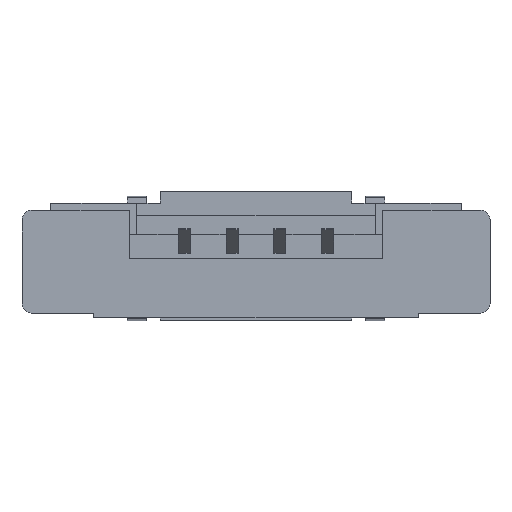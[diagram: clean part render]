
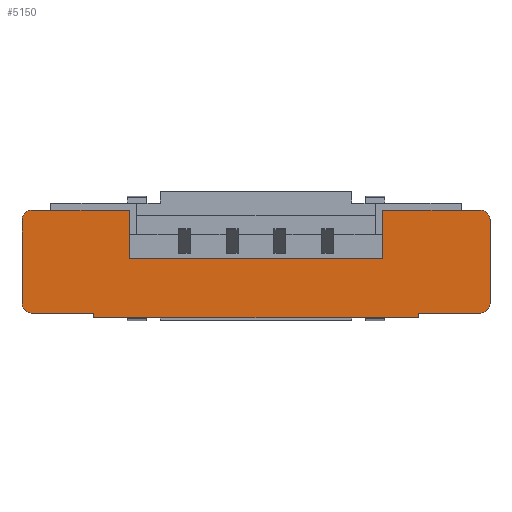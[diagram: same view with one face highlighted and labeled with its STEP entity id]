
A CAD part, top view. The second image highlights one B-rep face of the part: STEP entity #5150.
In plain terms, the highlighted planar face has unit normal (0, 0, 1).
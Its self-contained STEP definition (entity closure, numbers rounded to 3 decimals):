
#713=DIRECTION('',(1.,0.,0.));
#714=VECTOR('',#713,6.8);
#715=CARTESIAN_POINT('',(-3.4,0.05,0.));
#716=LINE('152157',#715,#714);
#721=CARTESIAN_POINT('',(4.7,2.1,0.));
#722=DIRECTION('',(0.,0.,1.));
#723=DIRECTION('',(1.,0.,0.));
#724=AXIS2_PLACEMENT_3D('',#721,#722,#723);
#726=CARTESIAN_POINT('',(4.7,0.35,0.));
#727=DIRECTION('',(0.,0.,1.));
#728=DIRECTION('',(0.,-1.,0.));
#729=AXIS2_PLACEMENT_3D('',#726,#727,#728);
#731=CARTESIAN_POINT('',(-4.7,0.35,0.));
#732=DIRECTION('',(0.,0.,-1.));
#733=DIRECTION('',(0.,-1.,0.));
#734=AXIS2_PLACEMENT_3D('',#731,#732,#733);
#736=CARTESIAN_POINT('',(-4.7,2.1,0.));
#737=DIRECTION('',(0.,0.,-1.));
#738=DIRECTION('',(-1.,0.,0.));
#739=AXIS2_PLACEMENT_3D('',#736,#737,#738);
#745=DIRECTION('',(-1.,0.,0.));
#746=VECTOR('',#745,5.3);
#747=CARTESIAN_POINT('',(2.65,1.3,0.));
#748=LINE('152152',#747,#746);
#2081=DIRECTION('',(0.,1.,0.));
#2082=VECTOR('',#2081,1.);
#2083=CARTESIAN_POINT('',(-2.65,1.3,0.));
#2084=LINE('157398',#2083,#2082);
#2089=DIRECTION('',(-1.,0.,0.));
#2090=VECTOR('',#2089,2.05);
#2091=CARTESIAN_POINT('',(-2.65,2.3,0.));
#2092=LINE('157399',#2091,#2090);
#2542=DIRECTION('',(0.,-1.,0.));
#2543=VECTOR('',#2542,1.75);
#2544=CARTESIAN_POINT('',(-4.9,2.1,0.));
#2545=LINE('157401',#2544,#2543);
#2558=DIRECTION('',(-1.,0.,0.));
#2559=VECTOR('',#2558,1.3);
#2560=CARTESIAN_POINT('',(-3.4,0.15,0.));
#2561=LINE('157403',#2560,#2559);
#2578=DIRECTION('',(0.,1.,0.));
#2579=VECTOR('',#2578,0.1);
#2580=CARTESIAN_POINT('',(-3.4,0.05,0.));
#2581=LINE('157404',#2580,#2579);
#2647=DIRECTION('',(1.,0.,0.));
#2648=VECTOR('',#2647,2.05);
#2649=CARTESIAN_POINT('',(2.65,2.3,0.));
#2650=LINE('145633',#2649,#2648);
#2663=DIRECTION('',(0.,-1.,0.));
#2664=VECTOR('',#2663,1.75);
#2665=CARTESIAN_POINT('',(4.9,2.1,0.));
#2666=LINE('145635',#2665,#2664);
#2683=DIRECTION('',(1.,0.,0.));
#2684=VECTOR('',#2683,1.3);
#2685=CARTESIAN_POINT('',(3.4,0.15,0.));
#2686=LINE('145637',#2685,#2684);
#2691=DIRECTION('',(0.,1.,0.));
#2692=VECTOR('',#2691,0.1);
#2693=CARTESIAN_POINT('',(3.4,0.05,0.));
#2694=LINE('145638',#2693,#2692);
#2703=DIRECTION('',(0.,1.,0.));
#2704=VECTOR('',#2703,1.);
#2705=CARTESIAN_POINT('',(2.65,1.3,0.));
#2706=LINE('145632',#2705,#2704);
#3205=CARTESIAN_POINT('',(3.4,0.05,0.));
#3207=VERTEX_POINT('',#3205);
#3208=CARTESIAN_POINT('',(2.65,1.3,0.));
#3209=CARTESIAN_POINT('',(2.65,2.3,0.));
#3210=VERTEX_POINT('',#3208);
#3211=VERTEX_POINT('',#3209);
#3212=CARTESIAN_POINT('',(4.7,2.3,0.));
#3213=VERTEX_POINT('',#3212);
#3214=CARTESIAN_POINT('',(4.9,2.1,0.));
#3215=VERTEX_POINT('',#3214);
#3216=CARTESIAN_POINT('',(4.9,0.35,0.));
#3217=VERTEX_POINT('',#3216);
#3218=CARTESIAN_POINT('',(4.7,0.15,0.));
#3219=VERTEX_POINT('',#3218);
#3220=CARTESIAN_POINT('',(3.4,0.15,0.));
#3221=VERTEX_POINT('',#3220);
#3554=CARTESIAN_POINT('',(-2.65,1.3,0.));
#3555=VERTEX_POINT('',#3554);
#3562=CARTESIAN_POINT('',(-3.4,0.05,0.));
#3563=VERTEX_POINT('',#3562);
#3680=CARTESIAN_POINT('',(-2.65,2.3,0.));
#3681=VERTEX_POINT('',#3680);
#3682=CARTESIAN_POINT('',(-4.7,2.3,0.));
#3683=VERTEX_POINT('',#3682);
#3684=CARTESIAN_POINT('',(-4.9,2.1,0.));
#3685=VERTEX_POINT('',#3684);
#3686=CARTESIAN_POINT('',(-4.9,0.35,0.));
#3687=VERTEX_POINT('',#3686);
#3688=CARTESIAN_POINT('',(-4.7,0.15,0.));
#3689=VERTEX_POINT('',#3688);
#3690=CARTESIAN_POINT('',(-3.4,0.15,0.));
#3691=VERTEX_POINT('',#3690);
#5112=CARTESIAN_POINT('',(-13.,1.175,0.));
#5113=DIRECTION('',(0.,0.,1.));
#5114=DIRECTION('',(1.,0.,0.));
#5115=AXIS2_PLACEMENT_3D('',#5112,#5113,#5114);
#5116=PLANE('144751',#5115);
#5118=ORIENTED_EDGE('152152',*,*,#5117,.F.);
#5120=ORIENTED_EDGE('145632',*,*,#5119,.T.);
#5122=ORIENTED_EDGE('145633',*,*,#5121,.T.);
#5124=ORIENTED_EDGE('145634',*,*,#5123,.F.);
#5126=ORIENTED_EDGE('145635',*,*,#5125,.T.);
#5128=ORIENTED_EDGE('145636',*,*,#5127,.F.);
#5130=ORIENTED_EDGE('145637',*,*,#5129,.F.);
#5132=ORIENTED_EDGE('145638',*,*,#5131,.F.);
#5133=ORIENTED_EDGE('152157',*,*,#5100,.F.);
#5135=ORIENTED_EDGE('157404',*,*,#5134,.T.);
#5137=ORIENTED_EDGE('157403',*,*,#5136,.T.);
#5139=ORIENTED_EDGE('157402',*,*,#5138,.T.);
#5141=ORIENTED_EDGE('157401',*,*,#5140,.F.);
#5143=ORIENTED_EDGE('157400',*,*,#5142,.T.);
#5145=ORIENTED_EDGE('157399',*,*,#5144,.F.);
#5147=ORIENTED_EDGE('157398',*,*,#5146,.F.);
#5148=EDGE_LOOP('144751',(#5118,#5120,#5122,#5124,#5126,#5128,#5130,#5132,#5133,
#5135,#5137,#5139,#5141,#5143,#5145,#5147));
#5149=FACE_OUTER_BOUND('144751',#5148,.F.);
#5150=ADVANCED_FACE('144751',(#5149),#5116,.T.);
#725=CIRCLE('145634',#724,0.2);
#730=CIRCLE('145636',#729,0.2);
#735=CIRCLE('157402',#734,0.2);
#740=CIRCLE('157400',#739,0.2);
#5100=EDGE_CURVE('152157',#3563,#3207,#716,.T.);
#5117=EDGE_CURVE('152152',#3210,#3555,#748,.T.);
#5119=EDGE_CURVE('145632',#3210,#3211,#2706,.T.);
#5121=EDGE_CURVE('145633',#3211,#3213,#2650,.T.);
#5123=EDGE_CURVE('145634',#3215,#3213,#725,.T.);
#5125=EDGE_CURVE('145635',#3215,#3217,#2666,.T.);
#5127=EDGE_CURVE('145636',#3219,#3217,#730,.T.);
#5129=EDGE_CURVE('145637',#3221,#3219,#2686,.T.);
#5131=EDGE_CURVE('145638',#3207,#3221,#2694,.T.);
#5134=EDGE_CURVE('157404',#3563,#3691,#2581,.T.);
#5136=EDGE_CURVE('157403',#3691,#3689,#2561,.T.);
#5138=EDGE_CURVE('157402',#3689,#3687,#735,.T.);
#5140=EDGE_CURVE('157401',#3685,#3687,#2545,.T.);
#5142=EDGE_CURVE('157400',#3685,#3683,#740,.T.);
#5144=EDGE_CURVE('157399',#3681,#3683,#2092,.T.);
#5146=EDGE_CURVE('157398',#3555,#3681,#2084,.T.);
